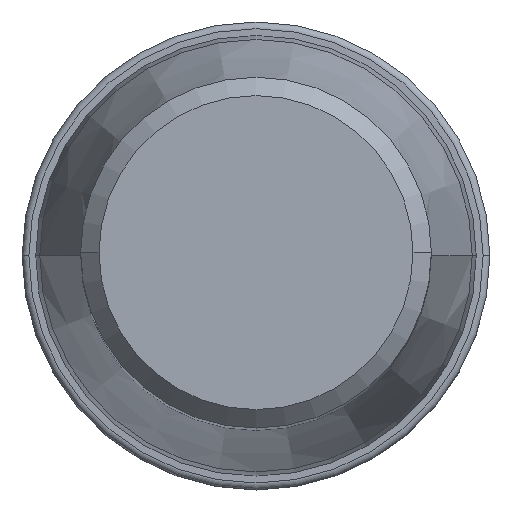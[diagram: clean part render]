
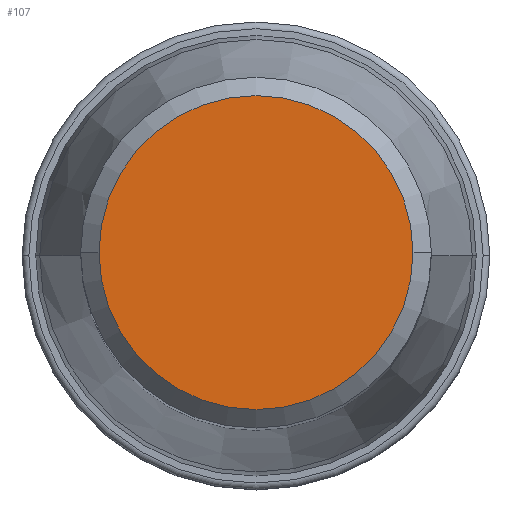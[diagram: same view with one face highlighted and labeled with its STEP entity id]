
A CAD part, top view. The second image highlights one B-rep face of the part: STEP entity #107.
In plain terms, the highlighted planar face has unit normal (0, 0, 1).
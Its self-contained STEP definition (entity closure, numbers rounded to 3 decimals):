
#56=PLANE('',#1211);
#107=ADVANCED_FACE('',(#197),#56,.F.);
#197=FACE_OUTER_BOUND('',#261,.T.);
#261=EDGE_LOOP('',(#408,#409));
#408=ORIENTED_EDGE('',*,*,#727,.T.);
#409=ORIENTED_EDGE('',*,*,#728,.T.);
#614=VERTEX_POINT('',#1860);
#617=VERTEX_POINT('',#1865);
#727=EDGE_CURVE('',#614,#617,#873,.T.);
#728=EDGE_CURVE('',#617,#614,#874,.T.);
#873=CIRCLE('',#1208,8.525);
#874=CIRCLE('',#1210,8.525);
#1208=AXIS2_PLACEMENT_3D('',#1866,#1506,#1507);
#1210=AXIS2_PLACEMENT_3D('',#1868,#1510,#1511);
#1211=AXIS2_PLACEMENT_3D('',#1869,#1512,#1513);
#1506=DIRECTION('',(0.,0.,1.));
#1507=DIRECTION('',(1.,0.,0.));
#1510=DIRECTION('',(0.,0.,1.));
#1511=DIRECTION('',(-1.,0.,0.));
#1512=DIRECTION('',(0.,0.,-1.));
#1513=DIRECTION('',(1.,0.,0.));
#1860=CARTESIAN_POINT('',(8.525,0.,35.63));
#1865=CARTESIAN_POINT('',(-8.525,0.,35.63));
#1866=CARTESIAN_POINT('',(0.,0.,35.63));
#1868=CARTESIAN_POINT('',(0.,0.,35.63));
#1869=CARTESIAN_POINT('',(0.,0.,35.63));
